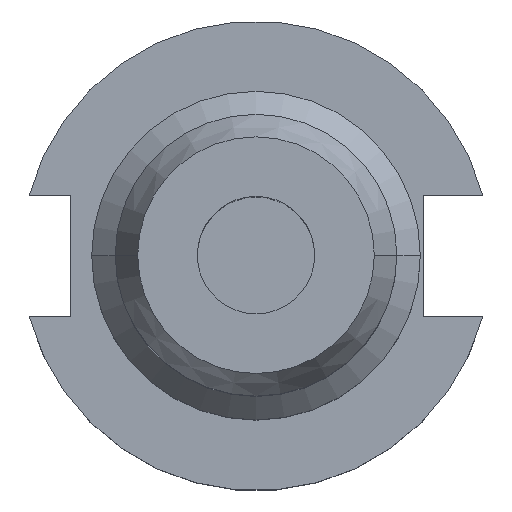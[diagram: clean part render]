
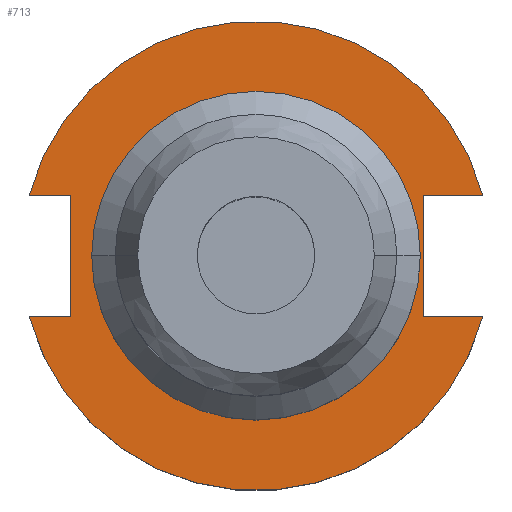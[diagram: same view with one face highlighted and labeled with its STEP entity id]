
A CAD part, top view. The second image highlights one B-rep face of the part: STEP entity #713.
In plain terms, the highlighted planar face has unit normal (0, 0, 1).
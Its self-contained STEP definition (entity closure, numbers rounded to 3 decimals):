
#35 = EDGE_LOOP ( 'NONE', ( #1499, #595 ) ) ;
#42 = VERTEX_POINT ( 'NONE', #614 ) ;
#52 = ORIENTED_EDGE ( 'NONE', *, *, #913, .T. ) ;
#70 = VERTEX_POINT ( 'NONE', #500 ) ;
#116 = DIRECTION ( 'NONE',  ( 0., 0., -1. ) ) ;
#123 = DIRECTION ( 'NONE',  ( 0., 0., 1. ) ) ;
#141 = CARTESIAN_POINT ( 'NONE',  ( 0., 0., 19.05 ) ) ;
#162 = EDGE_CURVE ( 'NONE', #70, #1130, #547, .T. ) ;
#163 = LINE ( 'NONE', #295, #417 ) ;
#214 = LINE ( 'NONE', #234, #847 ) ;
#226 = CARTESIAN_POINT ( 'NONE',  ( 0., 0., 19.05 ) ) ;
#234 = CARTESIAN_POINT ( 'NONE',  ( -61.091, -8.191, 19.05 ) ) ;
#290 = ORIENTED_EDGE ( 'NONE', *, *, #1024, .F. ) ;
#295 = CARTESIAN_POINT ( 'NONE',  ( 0., 8.191, 19.05 ) ) ;
#303 = DIRECTION ( 'NONE',  ( 0., 0., 1. ) ) ;
#318 = DIRECTION ( 'NONE',  ( 1., 0., 0. ) ) ;
#333 = FACE_OUTER_BOUND ( 'NONE', #1016, .T. ) ;
#369 = VERTEX_POINT ( 'NONE', #1220 ) ;
#387 = EDGE_CURVE ( 'NONE', #1091, #1570, #784, .T. ) ;
#389 = CARTESIAN_POINT ( 'NONE',  ( 30.675, -8.191, 19.05 ) ) ;
#405 = CARTESIAN_POINT ( 'NONE',  ( -61.091, 8.191, 19.05 ) ) ;
#417 = VECTOR ( 'NONE', #688, 1000. ) ;
#500 = CARTESIAN_POINT ( 'NONE',  ( 22.606, -8.191, 19.05 ) ) ;
#509 = CARTESIAN_POINT ( 'NONE',  ( 0., 0., 19.05 ) ) ;
#512 = DIRECTION ( 'NONE',  ( 0., 0., 1. ) ) ;
#523 = DIRECTION ( 'NONE',  ( 0., 0., 1. ) ) ;
#537 = EDGE_CURVE ( 'NONE', #1068, #733, #625, .T. ) ;
#547 = LINE ( 'NONE', #932, #831 ) ;
#579 = CIRCLE ( 'NONE', #988, 22.225 ) ;
#595 = ORIENTED_EDGE ( 'NONE', *, *, #860, .F. ) ;
#607 = DIRECTION ( 'NONE',  ( 1., 0., 0. ) ) ;
#608 = PLANE ( 'NONE',  #1264 ) ;
#612 = AXIS2_PLACEMENT_3D ( 'NONE', #141, #512, #1014 ) ;
#614 = CARTESIAN_POINT ( 'NONE',  ( -22.225, 0., 19.05 ) ) ;
#625 = LINE ( 'NONE', #1455, #1526 ) ;
#645 = DIRECTION ( 'NONE',  ( 0., 1., 0. ) ) ;
#650 = DIRECTION ( 'NONE',  ( 1., 0., 0. ) ) ;
#671 = CARTESIAN_POINT ( 'NONE',  ( 22.606, 22.225, 19.05 ) ) ;
#676 = ORIENTED_EDGE ( 'NONE', *, *, #162, .F. ) ;
#678 = VECTOR ( 'NONE', #645, 1000. ) ;
#688 = DIRECTION ( 'NONE',  ( -1., 0., 0. ) ) ;
#699 = EDGE_CURVE ( 'NONE', #1209, #1130, #1347, .T. ) ;
#713 = ADVANCED_FACE ( 'NONE', ( #1036, #333 ), #608, .F. ) ;
#733 = VERTEX_POINT ( 'NONE', #993 ) ;
#772 = CARTESIAN_POINT ( 'NONE',  ( -25.091, 8.191, 19.05 ) ) ;
#780 = DIRECTION ( 'NONE',  ( -1., 0., 0. ) ) ;
#781 = CARTESIAN_POINT ( 'NONE',  ( 22.225, 0., 19.05 ) ) ;
#784 = CIRCLE ( 'NONE', #1351, 31.75 ) ;
#799 = ORIENTED_EDGE ( 'NONE', *, *, #387, .T. ) ;
#808 = EDGE_CURVE ( 'NONE', #1570, #1068, #1546, .T. ) ;
#831 = VECTOR ( 'NONE', #607, 1000. ) ;
#847 = VECTOR ( 'NONE', #650, 1000. ) ;
#860 = EDGE_CURVE ( 'NONE', #42, #990, #1035, .T. ) ;
#861 = CARTESIAN_POINT ( 'NONE',  ( -30.675, 8.191, 19.05 ) ) ;
#913 = EDGE_CURVE ( 'NONE', #70, #369, #1001, .T. ) ;
#932 = CARTESIAN_POINT ( 'NONE',  ( 0., -8.191, 19.05 ) ) ;
#943 = CARTESIAN_POINT ( 'NONE',  ( -30.675, -8.191, 19.05 ) ) ;
#988 = AXIS2_PLACEMENT_3D ( 'NONE', #1539, #523, #1074 ) ;
#990 = VERTEX_POINT ( 'NONE', #781 ) ;
#993 = CARTESIAN_POINT ( 'NONE',  ( -25.091, -8.191, 19.05 ) ) ;
#1001 = LINE ( 'NONE', #671, #678 ) ;
#1014 = DIRECTION ( 'NONE',  ( 1., 0., 0. ) ) ;
#1016 = EDGE_LOOP ( 'NONE', ( #1227, #290, #1257, #676, #52, #1030, #799, #1412 ) ) ;
#1024 = EDGE_CURVE ( 'NONE', #1209, #733, #214, .T. ) ;
#1030 = ORIENTED_EDGE ( 'NONE', *, *, #1380, .F. ) ;
#1035 = CIRCLE ( 'NONE', #612, 22.225 ) ;
#1036 = FACE_BOUND ( 'NONE', #35, .T. ) ;
#1044 = AXIS2_PLACEMENT_3D ( 'NONE', #509, #123, #1084 ) ;
#1068 = VERTEX_POINT ( 'NONE', #772 ) ;
#1074 = DIRECTION ( 'NONE',  ( 1., 0., 0. ) ) ;
#1084 = DIRECTION ( 'NONE',  ( 1., 0., 0. ) ) ;
#1091 = VERTEX_POINT ( 'NONE', #1207 ) ;
#1130 = VERTEX_POINT ( 'NONE', #389 ) ;
#1191 = VECTOR ( 'NONE', #1233, 1000. ) ;
#1204 = EDGE_CURVE ( 'NONE', #990, #42, #579, .T. ) ;
#1207 = CARTESIAN_POINT ( 'NONE',  ( 30.675, 8.191, 19.05 ) ) ;
#1209 = VERTEX_POINT ( 'NONE', #943 ) ;
#1220 = CARTESIAN_POINT ( 'NONE',  ( 22.606, 8.191, 19.05 ) ) ;
#1227 = ORIENTED_EDGE ( 'NONE', *, *, #537, .T. ) ;
#1233 = DIRECTION ( 'NONE',  ( 1., 0., 0. ) ) ;
#1257 = ORIENTED_EDGE ( 'NONE', *, *, #699, .T. ) ;
#1264 = AXIS2_PLACEMENT_3D ( 'NONE', #1334, #116, #780 ) ;
#1291 = DIRECTION ( 'NONE',  ( 0., -1., 0. ) ) ;
#1334 = CARTESIAN_POINT ( 'NONE',  ( 0., 22.225, 19.05 ) ) ;
#1347 = CIRCLE ( 'NONE', #1044, 31.75 ) ;
#1351 = AXIS2_PLACEMENT_3D ( 'NONE', #226, #303, #318 ) ;
#1380 = EDGE_CURVE ( 'NONE', #1091, #369, #163, .T. ) ;
#1412 = ORIENTED_EDGE ( 'NONE', *, *, #808, .T. ) ;
#1455 = CARTESIAN_POINT ( 'NONE',  ( -25.091, 8.191, 19.05 ) ) ;
#1499 = ORIENTED_EDGE ( 'NONE', *, *, #1204, .F. ) ;
#1526 = VECTOR ( 'NONE', #1291, 1000. ) ;
#1539 = CARTESIAN_POINT ( 'NONE',  ( 0., 0., 19.05 ) ) ;
#1546 = LINE ( 'NONE', #405, #1191 ) ;
#1570 = VERTEX_POINT ( 'NONE', #861 ) ;
